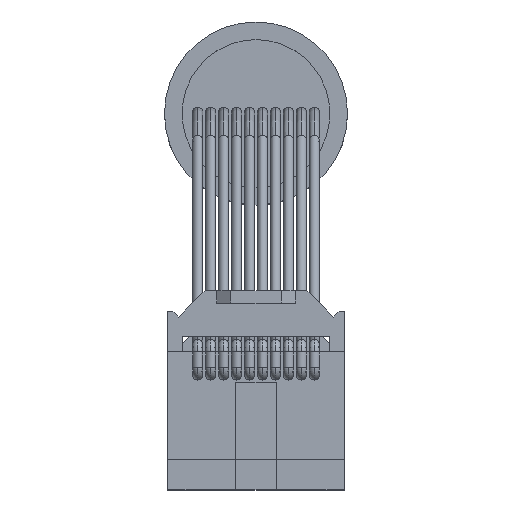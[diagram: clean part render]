
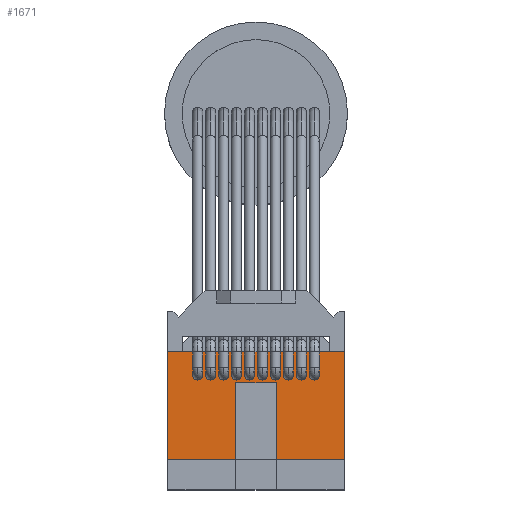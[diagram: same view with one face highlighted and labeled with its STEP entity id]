
A CAD part, top view. The second image highlights one B-rep face of the part: STEP entity #1671.
In plain terms, the highlighted planar face has unit normal (0, 0, 1).
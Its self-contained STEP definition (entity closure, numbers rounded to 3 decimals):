
#1671=ADVANCED_FACE('',(#3343,#3344,#3345,#3346,#3347,#3348,#3349,#3350,#3351,#3352,#3353),#3354,.T.);
#3343=FACE_OUTER_BOUND('',#5014,.T.);
#3344=FACE_BOUND('',#5015,.T.);
#3345=FACE_BOUND('',#5016,.T.);
#3346=FACE_BOUND('',#5017,.T.);
#3347=FACE_BOUND('',#5018,.T.);
#3348=FACE_BOUND('',#5019,.T.);
#3349=FACE_BOUND('',#5020,.T.);
#3350=FACE_BOUND('',#5021,.T.);
#3351=FACE_BOUND('',#5022,.T.);
#3352=FACE_BOUND('',#5023,.T.);
#3353=FACE_BOUND('',#5024,.T.);
#3354=PLANE('',#5025);
#5014=EDGE_LOOP('',(#9832,#9833,#9834,#9835,#9836,#9837,#9838,#9839));
#5015=EDGE_LOOP('',(#9840,#9841));
#5016=EDGE_LOOP('',(#9842,#9843));
#5017=EDGE_LOOP('',(#9844,#9845));
#5018=EDGE_LOOP('',(#9846,#9847));
#5019=EDGE_LOOP('',(#9848,#9849));
#5020=EDGE_LOOP('',(#9850,#9851));
#5021=EDGE_LOOP('',(#9852,#9853));
#5022=EDGE_LOOP('',(#9854,#9855));
#5023=EDGE_LOOP('',(#9856,#9857));
#5024=EDGE_LOOP('',(#9858,#9859));
#5025=AXIS2_PLACEMENT_3D('',#9860,#9861,#9862);
#9832=ORIENTED_EDGE('',*,*,#11851,.T.);
#9833=ORIENTED_EDGE('',*,*,#11854,.F.);
#9834=ORIENTED_EDGE('',*,*,#11855,.F.);
#9835=ORIENTED_EDGE('',*,*,#11835,.T.);
#9836=ORIENTED_EDGE('',*,*,#11856,.T.);
#9837=ORIENTED_EDGE('',*,*,#11847,.T.);
#9838=ORIENTED_EDGE('',*,*,#11857,.F.);
#9839=ORIENTED_EDGE('',*,*,#11839,.T.);
#9840=ORIENTED_EDGE('',*,*,#11049,.T.);
#9841=ORIENTED_EDGE('',*,*,#11436,.T.);
#9842=ORIENTED_EDGE('',*,*,#11023,.T.);
#9843=ORIENTED_EDGE('',*,*,#11450,.T.);
#9844=ORIENTED_EDGE('',*,*,#10997,.T.);
#9845=ORIENTED_EDGE('',*,*,#11464,.T.);
#9846=ORIENTED_EDGE('',*,*,#10971,.T.);
#9847=ORIENTED_EDGE('',*,*,#11478,.T.);
#9848=ORIENTED_EDGE('',*,*,#10945,.T.);
#9849=ORIENTED_EDGE('',*,*,#11492,.T.);
#9850=ORIENTED_EDGE('',*,*,#10919,.T.);
#9851=ORIENTED_EDGE('',*,*,#11506,.T.);
#9852=ORIENTED_EDGE('',*,*,#10893,.T.);
#9853=ORIENTED_EDGE('',*,*,#11520,.T.);
#9854=ORIENTED_EDGE('',*,*,#10867,.T.);
#9855=ORIENTED_EDGE('',*,*,#11534,.T.);
#9856=ORIENTED_EDGE('',*,*,#10841,.T.);
#9857=ORIENTED_EDGE('',*,*,#11548,.T.);
#9858=ORIENTED_EDGE('',*,*,#10815,.T.);
#9859=ORIENTED_EDGE('',*,*,#11562,.T.);
#9860=CARTESIAN_POINT('',(3.752,2.85,256.339));
#9861=DIRECTION('',(0.0,0.0,1.0));
#9862=DIRECTION('',(0.0,-1.0,0.0));
#10815=EDGE_CURVE('',#13132,#13138,#13140,.T.);
#10841=EDGE_CURVE('',#13180,#13186,#13188,.T.);
#10867=EDGE_CURVE('',#13228,#13234,#13236,.T.);
#10893=EDGE_CURVE('',#13276,#13282,#13284,.T.);
#10919=EDGE_CURVE('',#13324,#13330,#13332,.T.);
#10945=EDGE_CURVE('',#13372,#13378,#13380,.T.);
#10971=EDGE_CURVE('',#13420,#13426,#13428,.T.);
#10997=EDGE_CURVE('',#13468,#13474,#13476,.T.);
#11023=EDGE_CURVE('',#13516,#13522,#13524,.T.);
#11049=EDGE_CURVE('',#13564,#13570,#13572,.T.);
#11436=EDGE_CURVE('',#13570,#13564,#14114,.T.);
#11450=EDGE_CURVE('',#13522,#13516,#14128,.T.);
#11464=EDGE_CURVE('',#13474,#13468,#14142,.T.);
#11478=EDGE_CURVE('',#13426,#13420,#14156,.T.);
#11492=EDGE_CURVE('',#13378,#13372,#14170,.T.);
#11506=EDGE_CURVE('',#13330,#13324,#14184,.T.);
#11520=EDGE_CURVE('',#13282,#13276,#14198,.T.);
#11534=EDGE_CURVE('',#13234,#13228,#14212,.T.);
#11548=EDGE_CURVE('',#13186,#13180,#14226,.T.);
#11562=EDGE_CURVE('',#13138,#13132,#14240,.T.);
#11835=EDGE_CURVE('',#14647,#14644,#14648,.T.);
#11839=EDGE_CURVE('',#14655,#14653,#14656,.T.);
#11847=EDGE_CURVE('',#14668,#14666,#14669,.T.);
#11851=EDGE_CURVE('',#14653,#14673,#14675,.T.);
#11854=EDGE_CURVE('',#14678,#14673,#14679,.T.);
#11855=EDGE_CURVE('',#14647,#14678,#14680,.T.);
#11856=EDGE_CURVE('',#14644,#14668,#14681,.T.);
#11857=EDGE_CURVE('',#14655,#14666,#14682,.T.);
#13132=VERTEX_POINT('',#16406);
#13138=VERTEX_POINT('',#16412);
#13140=CIRCLE('',#16414,0.5);
#13180=VERTEX_POINT('',#16454);
#13186=VERTEX_POINT('',#16460);
#13188=CIRCLE('',#16462,0.5);
#13228=VERTEX_POINT('',#16502);
#13234=VERTEX_POINT('',#16508);
#13236=CIRCLE('',#16510,0.5);
#13276=VERTEX_POINT('',#16550);
#13282=VERTEX_POINT('',#16556);
#13284=CIRCLE('',#16558,0.5);
#13324=VERTEX_POINT('',#16598);
#13330=VERTEX_POINT('',#16604);
#13332=CIRCLE('',#16606,0.5);
#13372=VERTEX_POINT('',#16646);
#13378=VERTEX_POINT('',#16652);
#13380=CIRCLE('',#16654,0.5);
#13420=VERTEX_POINT('',#16694);
#13426=VERTEX_POINT('',#16700);
#13428=CIRCLE('',#16702,0.5);
#13468=VERTEX_POINT('',#16742);
#13474=VERTEX_POINT('',#16748);
#13476=CIRCLE('',#16750,0.5);
#13516=VERTEX_POINT('',#16790);
#13522=VERTEX_POINT('',#16796);
#13524=CIRCLE('',#16798,0.5);
#13564=VERTEX_POINT('',#16838);
#13570=VERTEX_POINT('',#16844);
#13572=CIRCLE('',#16846,0.5);
#14114=CIRCLE('',#17500,0.5);
#14128=CIRCLE('',#17514,0.5);
#14142=CIRCLE('',#17528,0.5);
#14156=CIRCLE('',#17542,0.5);
#14170=CIRCLE('',#17556,0.5);
#14184=CIRCLE('',#17570,0.5);
#14198=CIRCLE('',#17584,0.5);
#14212=CIRCLE('',#17598,0.5);
#14226=CIRCLE('',#17612,0.5);
#14240=CIRCLE('',#17626,0.5);
#14644=VERTEX_POINT('',#18226);
#14647=VERTEX_POINT('',#18230);
#14648=LINE('',#18231,#18232);
#14653=VERTEX_POINT('',#18239);
#14655=VERTEX_POINT('',#18242);
#14656=LINE('',#18243,#18244);
#14666=VERTEX_POINT('',#18259);
#14668=VERTEX_POINT('',#18262);
#14669=LINE('',#18263,#18264);
#14673=VERTEX_POINT('',#18269);
#14675=LINE('',#18272,#18273);
#14678=VERTEX_POINT('',#18277);
#14679=LINE('',#18278,#18279);
#14680=LINE('',#18280,#18281);
#14681=LINE('',#18282,#18283);
#14682=LINE('',#18284,#18285);
#16406=CARTESIAN_POINT('',(3.262,10.6,256.339));
#16412=CARTESIAN_POINT('',(3.262,11.6,256.339));
#16414=AXIS2_PLACEMENT_3D('',#19533,#19534,#19535);
#16454=CARTESIAN_POINT('',(4.532,10.6,256.339));
#16460=CARTESIAN_POINT('',(4.532,11.6,256.339));
#16462=AXIS2_PLACEMENT_3D('',#19599,#19600,#19601);
#16502=CARTESIAN_POINT('',(5.802,10.6,256.339));
#16508=CARTESIAN_POINT('',(5.802,11.6,256.339));
#16510=AXIS2_PLACEMENT_3D('',#19665,#19666,#19667);
#16550=CARTESIAN_POINT('',(7.072,10.6,256.339));
#16556=CARTESIAN_POINT('',(7.072,11.6,256.339));
#16558=AXIS2_PLACEMENT_3D('',#19731,#19732,#19733);
#16598=CARTESIAN_POINT('',(8.342,10.6,256.339));
#16604=CARTESIAN_POINT('',(8.342,11.6,256.339));
#16606=AXIS2_PLACEMENT_3D('',#19797,#19798,#19799);
#16646=CARTESIAN_POINT('',(9.612,10.6,256.339));
#16652=CARTESIAN_POINT('',(9.612,11.6,256.339));
#16654=AXIS2_PLACEMENT_3D('',#19863,#19864,#19865);
#16694=CARTESIAN_POINT('',(10.882,10.6,256.339));
#16700=CARTESIAN_POINT('',(10.882,11.6,256.339));
#16702=AXIS2_PLACEMENT_3D('',#19929,#19930,#19931);
#16742=CARTESIAN_POINT('',(12.152,10.6,256.339));
#16748=CARTESIAN_POINT('',(12.152,11.6,256.339));
#16750=AXIS2_PLACEMENT_3D('',#19995,#19996,#19997);
#16790=CARTESIAN_POINT('',(13.422,10.6,256.339));
#16796=CARTESIAN_POINT('',(13.422,11.6,256.339));
#16798=AXIS2_PLACEMENT_3D('',#20061,#20062,#20063);
#16838=CARTESIAN_POINT('',(14.692,10.6,256.339));
#16844=CARTESIAN_POINT('',(14.692,11.6,256.339));
#16846=AXIS2_PLACEMENT_3D('',#20127,#20128,#20129);
#17500=AXIS2_PLACEMENT_3D('',#20752,#20753,#20754);
#17514=AXIS2_PLACEMENT_3D('',#20773,#20774,#20775);
#17528=AXIS2_PLACEMENT_3D('',#20794,#20795,#20796);
#17542=AXIS2_PLACEMENT_3D('',#20815,#20816,#20817);
#17556=AXIS2_PLACEMENT_3D('',#20836,#20837,#20838);
#17570=AXIS2_PLACEMENT_3D('',#20857,#20858,#20859);
#17584=AXIS2_PLACEMENT_3D('',#20878,#20879,#20880);
#17598=AXIS2_PLACEMENT_3D('',#20899,#20900,#20901);
#17612=AXIS2_PLACEMENT_3D('',#20920,#20921,#20922);
#17626=AXIS2_PLACEMENT_3D('',#20941,#20942,#20943);
#18226=CARTESIAN_POINT('',(17.627,2.85,256.339));
#18230=CARTESIAN_POINT('',(10.977,2.85,256.339));
#18231=CARTESIAN_POINT('',(10.977,2.85,256.339));
#18232=VECTOR('',#21141,1.0);
#18239=CARTESIAN_POINT('',(6.977,2.85,256.339));
#18242=CARTESIAN_POINT('',(0.327,2.85,256.339));
#18243=CARTESIAN_POINT('',(0.527,2.85,256.339));
#18244=VECTOR('',#21145,1.0);
#18259=CARTESIAN_POINT('',(0.327,13.35,256.339));
#18262=CARTESIAN_POINT('',(17.627,13.35,256.339));
#18263=CARTESIAN_POINT('',(17.627,13.35,256.339));
#18264=VECTOR('',#21152,1.0);
#18269=CARTESIAN_POINT('',(6.977,10.35,256.339));
#18272=CARTESIAN_POINT('',(6.977,2.85,256.339));
#18273=VECTOR('',#21155,1.0);
#18277=CARTESIAN_POINT('',(10.977,10.35,256.339));
#18278=CARTESIAN_POINT('',(8.977,10.35,256.339));
#18279=VECTOR('',#21157,1.0);
#18280=CARTESIAN_POINT('',(10.977,2.85,256.339));
#18281=VECTOR('',#21158,1.0);
#18282=CARTESIAN_POINT('',(17.627,2.85,256.339));
#18283=VECTOR('',#21159,1.0);
#18284=CARTESIAN_POINT('',(0.327,2.85,256.339));
#18285=VECTOR('',#21160,1.0);
#19533=CARTESIAN_POINT('',(3.262,11.1,256.339));
#19534=DIRECTION('',(0.0,0.0,-1.0));
#19535=DIRECTION('',(-1.0,0.0,0.0));
#19599=CARTESIAN_POINT('',(4.532,11.1,256.339));
#19600=DIRECTION('',(0.0,0.0,-1.0));
#19601=DIRECTION('',(-1.0,0.0,0.0));
#19665=CARTESIAN_POINT('',(5.802,11.1,256.339));
#19666=DIRECTION('',(0.0,0.0,-1.0));
#19667=DIRECTION('',(-1.0,0.0,0.0));
#19731=CARTESIAN_POINT('',(7.072,11.1,256.339));
#19732=DIRECTION('',(0.0,0.0,-1.0));
#19733=DIRECTION('',(-1.0,0.0,0.0));
#19797=CARTESIAN_POINT('',(8.342,11.1,256.339));
#19798=DIRECTION('',(0.0,0.0,-1.0));
#19799=DIRECTION('',(-1.0,0.0,0.0));
#19863=CARTESIAN_POINT('',(9.612,11.1,256.339));
#19864=DIRECTION('',(0.0,0.0,-1.0));
#19865=DIRECTION('',(-1.0,0.0,0.0));
#19929=CARTESIAN_POINT('',(10.882,11.1,256.339));
#19930=DIRECTION('',(0.0,0.0,-1.0));
#19931=DIRECTION('',(-1.0,0.0,0.0));
#19995=CARTESIAN_POINT('',(12.152,11.1,256.339));
#19996=DIRECTION('',(0.0,0.0,-1.0));
#19997=DIRECTION('',(-1.0,0.0,0.0));
#20061=CARTESIAN_POINT('',(13.422,11.1,256.339));
#20062=DIRECTION('',(0.0,0.0,-1.0));
#20063=DIRECTION('',(-1.0,0.0,0.0));
#20127=CARTESIAN_POINT('',(14.692,11.1,256.339));
#20128=DIRECTION('',(0.0,0.0,-1.0));
#20129=DIRECTION('',(-1.0,0.0,0.0));
#20752=CARTESIAN_POINT('',(14.692,11.1,256.339));
#20753=DIRECTION('',(0.0,0.0,-1.0));
#20754=DIRECTION('',(-1.0,0.0,0.0));
#20773=CARTESIAN_POINT('',(13.422,11.1,256.339));
#20774=DIRECTION('',(0.0,0.0,-1.0));
#20775=DIRECTION('',(-1.0,0.0,0.0));
#20794=CARTESIAN_POINT('',(12.152,11.1,256.339));
#20795=DIRECTION('',(0.0,0.0,-1.0));
#20796=DIRECTION('',(-1.0,0.0,0.0));
#20815=CARTESIAN_POINT('',(10.882,11.1,256.339));
#20816=DIRECTION('',(0.0,0.0,-1.0));
#20817=DIRECTION('',(-1.0,0.0,0.0));
#20836=CARTESIAN_POINT('',(9.612,11.1,256.339));
#20837=DIRECTION('',(0.0,0.0,-1.0));
#20838=DIRECTION('',(-1.0,0.0,0.0));
#20857=CARTESIAN_POINT('',(8.342,11.1,256.339));
#20858=DIRECTION('',(0.0,0.0,-1.0));
#20859=DIRECTION('',(-1.0,0.0,0.0));
#20878=CARTESIAN_POINT('',(7.072,11.1,256.339));
#20879=DIRECTION('',(0.0,0.0,-1.0));
#20880=DIRECTION('',(-1.0,0.0,0.0));
#20899=CARTESIAN_POINT('',(5.802,11.1,256.339));
#20900=DIRECTION('',(0.0,0.0,-1.0));
#20901=DIRECTION('',(-1.0,0.0,0.0));
#20920=CARTESIAN_POINT('',(4.532,11.1,256.339));
#20921=DIRECTION('',(0.0,0.0,-1.0));
#20922=DIRECTION('',(-1.0,0.0,0.0));
#20941=CARTESIAN_POINT('',(3.262,11.1,256.339));
#20942=DIRECTION('',(0.0,0.0,-1.0));
#20943=DIRECTION('',(-1.0,0.0,0.0));
#21141=DIRECTION('',(1.0,0.0,0.0));
#21145=DIRECTION('',(1.0,0.0,0.0));
#21152=DIRECTION('',(-1.0,0.0,0.0));
#21155=DIRECTION('',(0.0,1.0,0.0));
#21157=DIRECTION('',(-1.0,0.0,0.0));
#21158=DIRECTION('',(0.0,1.0,0.0));
#21159=DIRECTION('',(0.0,1.0,0.0));
#21160=DIRECTION('',(0.0,1.0,0.0));
